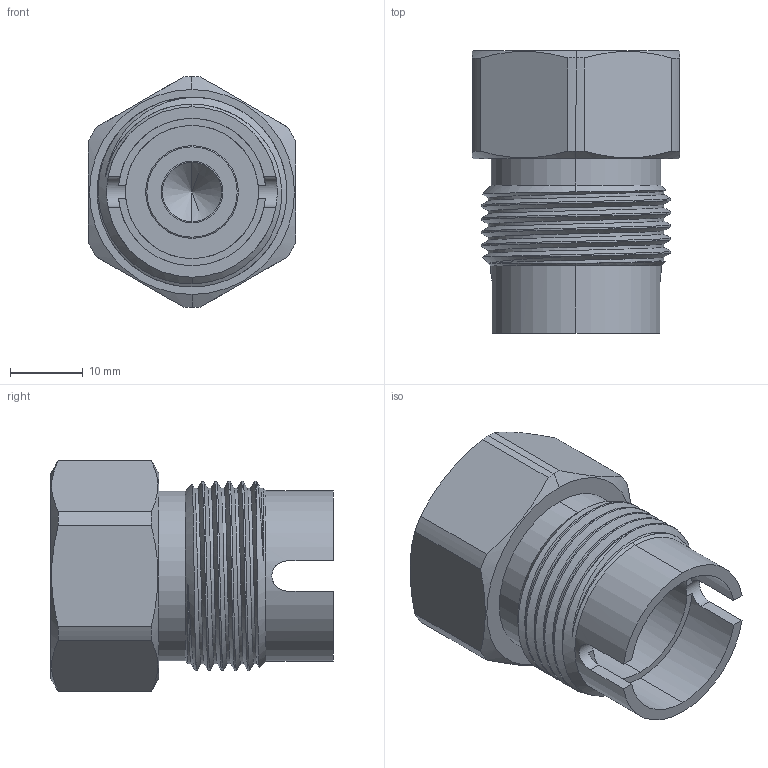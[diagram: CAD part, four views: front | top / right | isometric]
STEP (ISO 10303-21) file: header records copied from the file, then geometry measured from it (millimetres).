
FILE_DESCRIPTION (( 'STEP AP203' ), '1' );
FILE_NAME ('AD-63SS-BL.STEP', '2025-08-06T16:42:12', ( '' ), ( '' ), 'SwSTEP 2.0', 'SolidWorks 2018', '' );
FILE_SCHEMA (( 'CONFIG_CONTROL_DESIGN' ));
Length unit declared in the file: inch
Products named in the file (1): AD-63SS-BL
Bounding box: 28.57 x 38.86 x 31.75 mm (x, y, z)
Volume: 16170.1 mm3; surface area: 6249.9 mm2
Topology: 1 solids, 1 shells, 213 faces, 567 edges, 371 vertices
Faces by surface type: plane 96, bspline 65, cylinder 37, cone 13, torus 2
Entity records: 12597 total; most frequent: CARTESIAN_POINT 7741, ORIENTED_EDGE 1126, DIRECTION 752, EDGE_CURVE 563, VERTEX_POINT 371, LINE 316, VECTOR 316, EDGE_LOOP 232
